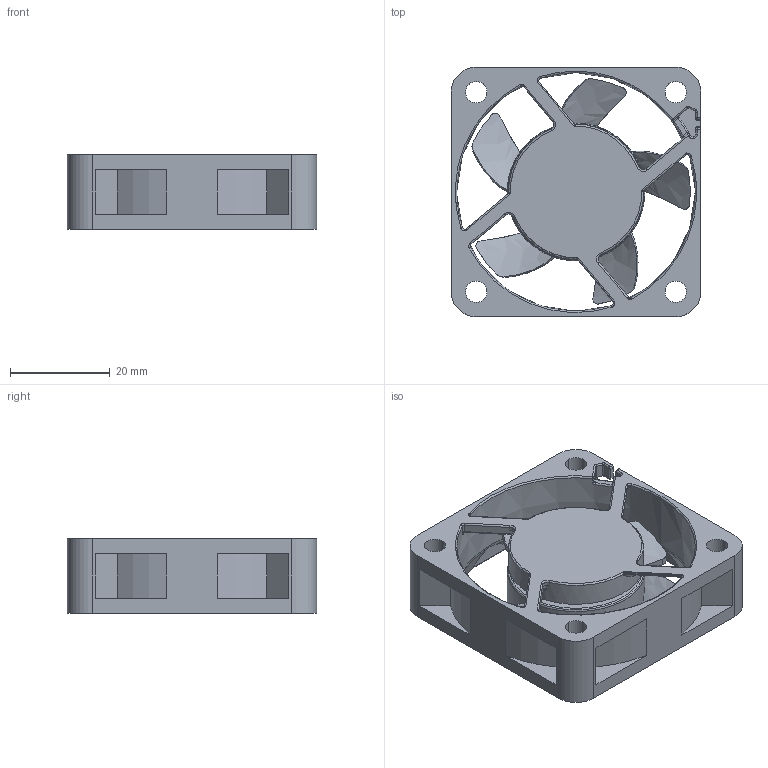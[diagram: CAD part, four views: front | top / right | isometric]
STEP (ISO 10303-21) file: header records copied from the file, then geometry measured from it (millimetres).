
FILE_DESCRIPTION((''),'2;1');
FILE_NAME('50X50X15_AXIAL_FAN_ASM','2018-02-22T',('STEVEN.H.CHU'),(''),'PRO/ENGINEER BY PARAMETRIC TECHNOLOGY CORPORATION, 2009440','PRO/ENGINEER BY PARAMETRIC TECHNOLOGY CORPORATION, 2009440','');
FILE_SCHEMA(('CONFIG_CONTROL_DESIGN'));
Length unit declared in the file: millimetre
Products named in the file (4): 4102107700M00_FRAME; 4103179600M00_IMPELLER_BIO; 50X50X15_ASM_ASM; 50X50X15_AXIAL_FAN_ASM
Assembly tree (3 placements, depth 3):
  50X50X15_AXIAL_FAN_ASM
    50X50X15_ASM_ASM
      4102107700M00_FRAME
      4103179600M00_IMPELLER_BIO
Bounding box: 50 x 50 x 15 mm (x, y, z)
Volume: 15785.9 mm3; surface area: 12670.9 mm2
Topology: 2 solids, 2 shells, 322 faces, 812 edges, 495 vertices
Faces by surface type: cylinder 107, bspline 94, plane 65, torus 41, sphere 9, cone 6
Entity records: 16455 total; most frequent: CARTESIAN_POINT 9379, ORIENTED_EDGE 1618, DIRECTION 1249, EDGE_CURVE 809, AXIS2_PLACEMENT_3D 507, VERTEX_POINT 495, EDGE_LOOP 342, FACE_OUTER_BOUND 322
